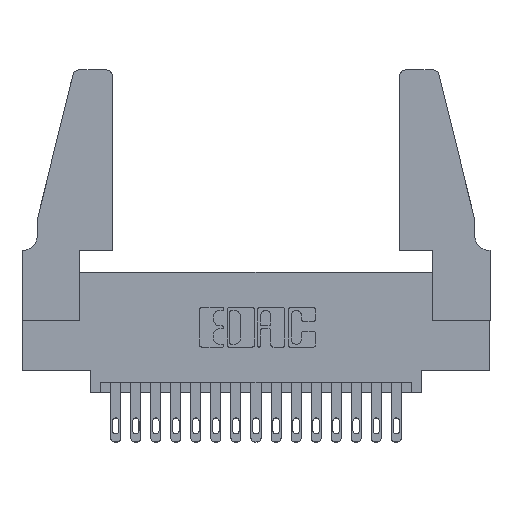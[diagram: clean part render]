
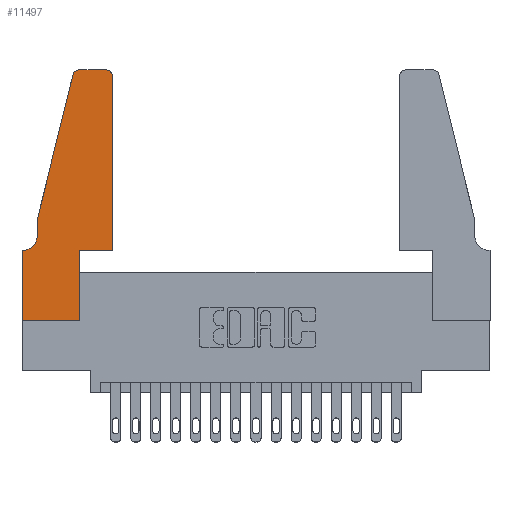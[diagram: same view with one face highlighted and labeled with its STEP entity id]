
A CAD part, top view. The second image highlights one B-rep face of the part: STEP entity #11497.
In plain terms, the highlighted planar face has unit normal (0, 0, 1).
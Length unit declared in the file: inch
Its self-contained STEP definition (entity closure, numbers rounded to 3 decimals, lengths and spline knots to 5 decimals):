
#290 = DIRECTION ( 'NONE',  ( -0.239, -0.971, 0. ) ) ;
#392 = AXIS2_PLACEMENT_3D ( 'NONE', #4422, #15175, #5808 ) ;
#482 = ORIENTED_EDGE ( 'NONE', *, *, #14445, .T. ) ;
#854 = VECTOR ( 'NONE', #4521, 39.37008 ) ;
#1058 = EDGE_CURVE ( 'NONE', #8735, #14084, #13910, .T. ) ;
#1373 = DIRECTION ( 'NONE',  ( 0., 0., 1. ) ) ;
#1476 = CARTESIAN_POINT ( 'NONE',  ( 0.2865, 0.35, 0.37 ) ) ;
#1566 = CARTESIAN_POINT ( 'NONE',  ( 0.0755, 0.5, 0.37 ) ) ;
#1873 = VERTEX_POINT ( 'NONE', #15074 ) ;
#2232 = CARTESIAN_POINT ( 'NONE',  ( 0.284, 1.22, 0.37 ) ) ;
#2298 = ORIENTED_EDGE ( 'NONE', *, *, #5567, .T. ) ;
#2383 = CIRCLE ( 'NONE', #3974, 0.07 ) ;
#2595 = DIRECTION ( 'NONE',  ( -1., 0., 0. ) ) ;
#2718 = CARTESIAN_POINT ( 'NONE',  ( 0.0755, 0.42, 0.37 ) ) ;
#2719 = VERTEX_POINT ( 'NONE', #13166 ) ;
#2844 = EDGE_CURVE ( 'NONE', #15695, #4720, #10264, .T. ) ;
#3060 = LINE ( 'NONE', #1476, #11440 ) ;
#3263 = EDGE_CURVE ( 'NONE', #2719, #14000, #15739, .T. ) ;
#3415 = CARTESIAN_POINT ( 'NONE',  ( 0.2865, 0., 0.37 ) ) ;
#3583 = DIRECTION ( 'NONE',  ( 1., 0., 0. ) ) ;
#3658 = AXIS2_PLACEMENT_3D ( 'NONE', #2232, #3787, #14780 ) ;
#3787 = DIRECTION ( 'NONE',  ( 0., 0., 1. ) ) ;
#3850 = DIRECTION ( 'NONE',  ( 0., 0., -1. ) ) ;
#3974 = AXIS2_PLACEMENT_3D ( 'NONE', #4029, #3850, #2595 ) ;
#4029 = CARTESIAN_POINT ( 'NONE',  ( 0.0055, 0.42, 0.37 ) ) ;
#4058 = DIRECTION ( 'NONE',  ( 0., 1., 0. ) ) ;
#4422 = CARTESIAN_POINT ( 'NONE',  ( 0., 0.35, 0.37 ) ) ;
#4521 = DIRECTION ( 'NONE',  ( 0., -1., 0. ) ) ;
#4720 = VERTEX_POINT ( 'NONE', #1566 ) ;
#4722 = AXIS2_PLACEMENT_3D ( 'NONE', #15016, #1373, #5470 ) ;
#4993 = FACE_OUTER_BOUND ( 'NONE', #11721, .T. ) ;
#5217 = LINE ( 'NONE', #10749, #12077 ) ;
#5470 = DIRECTION ( 'NONE',  ( 1., 0., 0. ) ) ;
#5567 = EDGE_CURVE ( 'NONE', #14084, #9560, #5217, .T. ) ;
#5599 = CIRCLE ( 'NONE', #3658, 0.03 ) ;
#5639 = PLANE ( 'NONE',  #392 ) ;
#5737 = CARTESIAN_POINT ( 'NONE',  ( 0.2605, 1.25, 0.37 ) ) ;
#5738 = CARTESIAN_POINT ( 'NONE',  ( 0.0755, 0.5, 0.37 ) ) ;
#5751 = VECTOR ( 'NONE', #290, 39.37008 ) ;
#5759 = VECTOR ( 'NONE', #12129, 39.37008 ) ;
#5790 = CARTESIAN_POINT ( 'NONE',  ( 0.4205, 1.25, 0.37 ) ) ;
#5808 = DIRECTION ( 'NONE',  ( 1., 0., 0. ) ) ;
#5864 = ORIENTED_EDGE ( 'NONE', *, *, #11291, .T. ) ;
#5923 = CARTESIAN_POINT ( 'NONE',  ( 0., 0., 0.37 ) ) ;
#6011 = LINE ( 'NONE', #11751, #16652 ) ;
#6035 = CARTESIAN_POINT ( 'NONE',  ( 0.284, 1.25, 0.37 ) ) ;
#6573 = VERTEX_POINT ( 'NONE', #7352 ) ;
#6665 = ORIENTED_EDGE ( 'NONE', *, *, #7236, .T. ) ;
#7236 = EDGE_CURVE ( 'NONE', #14801, #15695, #5599, .T. ) ;
#7289 = EDGE_CURVE ( 'NONE', #1873, #2719, #6011, .T. ) ;
#7295 = VECTOR ( 'NONE', #13804, 39.37008 ) ;
#7346 = CARTESIAN_POINT ( 'NONE',  ( 0., 0.35, 0.37 ) ) ;
#7352 = CARTESIAN_POINT ( 'NONE',  ( 0.0055, 0.35, 0.37 ) ) ;
#7583 = CARTESIAN_POINT ( 'NONE',  ( 0.0755, 0.35, 0.37 ) ) ;
#7951 = ORIENTED_EDGE ( 'NONE', *, *, #15003, .T. ) ;
#8104 = VECTOR ( 'NONE', #10549, 39.37008 ) ;
#8508 = EDGE_CURVE ( 'NONE', #14000, #12856, #11556, .T. ) ;
#8678 = VERTEX_POINT ( 'NONE', #2718 ) ;
#8735 = VERTEX_POINT ( 'NONE', #7346 ) ;
#8774 = EDGE_CURVE ( 'NONE', #12856, #14801, #10276, .T. ) ;
#9560 = VERTEX_POINT ( 'NONE', #3415 ) ;
#9963 = ORIENTED_EDGE ( 'NONE', *, *, #8508, .T. ) ;
#10264 = LINE ( 'NONE', #5738, #5751 ) ;
#10276 = LINE ( 'NONE', #5737, #5759 ) ;
#10546 = ORIENTED_EDGE ( 'NONE', *, *, #8774, .T. ) ;
#10549 = DIRECTION ( 'NONE',  ( 0., 1., 0. ) ) ;
#10749 = CARTESIAN_POINT ( 'NONE',  ( 0., 0., 0.37 ) ) ;
#11291 = EDGE_CURVE ( 'NONE', #6573, #8735, #16315, .T. ) ;
#11440 = VECTOR ( 'NONE', #4058, 39.37008 ) ;
#11497 = ADVANCED_FACE ( 'NONE', ( #4993 ), #5639, .T. ) ;
#11556 = CIRCLE ( 'NONE', #4722, 0.03 ) ;
#11721 = EDGE_LOOP ( 'NONE', ( #10546, #6665, #16581, #17070, #7951, #5864, #12677, #2298, #482, #12497, #15993, #9963 ) ) ;
#11738 = CARTESIAN_POINT ( 'NONE',  ( 0.4505, 0.35, 0.37 ) ) ;
#11751 = CARTESIAN_POINT ( 'NONE',  ( 0.4505, 0.35, 0.37 ) ) ;
#12077 = VECTOR ( 'NONE', #17290, 39.37008 ) ;
#12129 = DIRECTION ( 'NONE',  ( -1., 0., 0. ) ) ;
#12497 = ORIENTED_EDGE ( 'NONE', *, *, #7289, .T. ) ;
#12677 = ORIENTED_EDGE ( 'NONE', *, *, #1058, .T. ) ;
#12856 = VERTEX_POINT ( 'NONE', #5790 ) ;
#13166 = CARTESIAN_POINT ( 'NONE',  ( 0.4505, 0.35, 0.37 ) ) ;
#13804 = DIRECTION ( 'NONE',  ( 0., -1., 0. ) ) ;
#13865 = EDGE_CURVE ( 'NONE', #4720, #8678, #14296, .T. ) ;
#13910 = LINE ( 'NONE', #15260, #854 ) ;
#14000 = VERTEX_POINT ( 'NONE', #15575 ) ;
#14084 = VERTEX_POINT ( 'NONE', #5923 ) ;
#14296 = LINE ( 'NONE', #16299, #7295 ) ;
#14445 = EDGE_CURVE ( 'NONE', #9560, #1873, #3060, .T. ) ;
#14780 = DIRECTION ( 'NONE',  ( 1., 0., 0. ) ) ;
#14801 = VERTEX_POINT ( 'NONE', #6035 ) ;
#15003 = EDGE_CURVE ( 'NONE', #8678, #6573, #2383, .T. ) ;
#15016 = CARTESIAN_POINT ( 'NONE',  ( 0.4205, 1.22, 0.37 ) ) ;
#15074 = CARTESIAN_POINT ( 'NONE',  ( 0.2865, 0.35, 0.37 ) ) ;
#15175 = DIRECTION ( 'NONE',  ( 0., 0., 1. ) ) ;
#15260 = CARTESIAN_POINT ( 'NONE',  ( 0., 0., 0.37 ) ) ;
#15575 = CARTESIAN_POINT ( 'NONE',  ( 0.4505, 1.22, 0.37 ) ) ;
#15695 = VERTEX_POINT ( 'NONE', #16811 ) ;
#15739 = LINE ( 'NONE', #11738, #8104 ) ;
#15993 = ORIENTED_EDGE ( 'NONE', *, *, #3263, .T. ) ;
#16299 = CARTESIAN_POINT ( 'NONE',  ( 0.0755, 0.5, 0.37 ) ) ;
#16315 = LINE ( 'NONE', #7583, #17352 ) ;
#16581 = ORIENTED_EDGE ( 'NONE', *, *, #2844, .T. ) ;
#16652 = VECTOR ( 'NONE', #3583, 39.37008 ) ;
#16811 = CARTESIAN_POINT ( 'NONE',  ( 0.25487, 1.22718, 0.37 ) ) ;
#17055 = DIRECTION ( 'NONE',  ( -1., 0., 0. ) ) ;
#17070 = ORIENTED_EDGE ( 'NONE', *, *, #13865, .T. ) ;
#17290 = DIRECTION ( 'NONE',  ( 1., 0., 0. ) ) ;
#17352 = VECTOR ( 'NONE', #17055, 39.37008 ) ;
